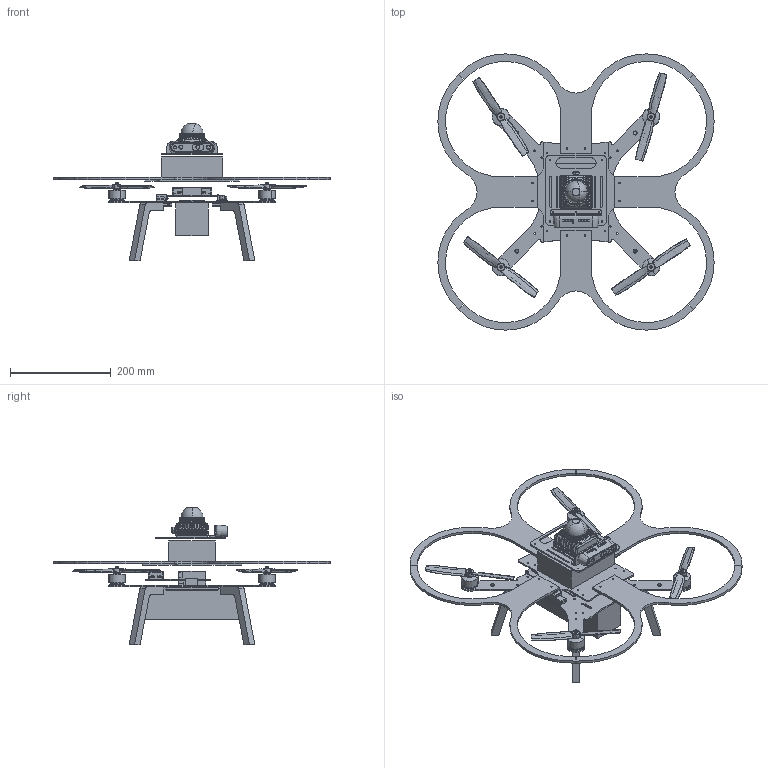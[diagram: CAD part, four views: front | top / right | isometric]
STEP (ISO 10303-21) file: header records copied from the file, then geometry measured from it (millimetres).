
FILE_DESCRIPTION(('FreeCAD Model'),'2;1');
FILE_NAME('Open CASCADE Shape Model','2025-04-26T20:27:44',('FreeCAD'),( 'FreeCAD'),'Open CASCADE STEP processor 7.6','FreeCAD','Unknown');
FILE_SCHEMA(('AUTOMOTIVE_DESIGN { 1 0 10303 214 1 1 1 1 }'));
Products named in the file (1): Open CASCADE STEP translator 7.6 1
Bounding box: 547.79 x 547.79 x 273.1 mm (x, y, z)
Volume: 2308594.9 mm3; surface area: 649177.9 mm2
Topology: 38 solids, 54 shells, 5542 faces, 14636 edges, 9374 vertices
Faces by surface type: plane 2650, cylinder 1509, bspline 732, cone 296, torus 237, sphere 92, extrusion 26
Entity records: 269357 total; most frequent: CARTESIAN_POINT 139950, ORIENTED_EDGE 28943, DIRECTION 23485, EDGE_CURVE 14514, VERTEX_POINT 9376, VECTOR 8241, LINE 8215, AXIS2_PLACEMENT_3D 7622
